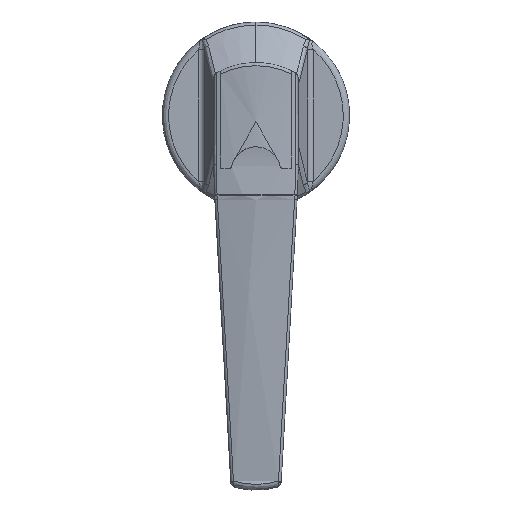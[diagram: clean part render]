
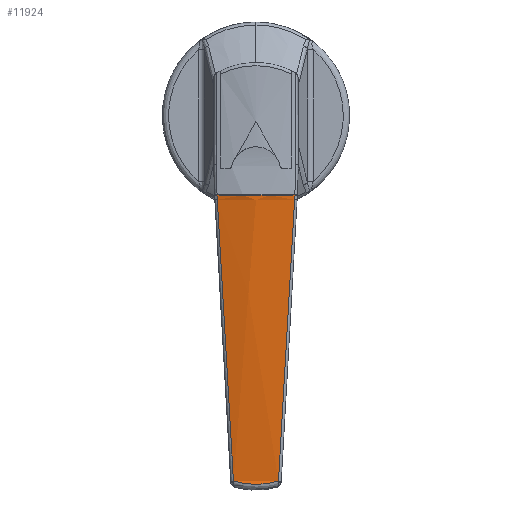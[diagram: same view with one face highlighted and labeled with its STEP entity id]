
A CAD part, front view. The second image highlights one B-rep face of the part: STEP entity #11924.
In plain terms, the highlighted free-form (B-spline) face has degree [1, 2] with [2, 3] control points.
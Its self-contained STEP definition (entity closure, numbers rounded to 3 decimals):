
#6891=CARTESIAN_POINT('',(-39.91,7.214,-117.085));
#6892=VERTEX_POINT('',#6891);
#6893=CARTESIAN_POINT('',(-39.91,-7.214,-117.085));
#6894=VERTEX_POINT('',#6893);
#6895=CARTESIAN_POINT('',(-39.91,7.214,-117.085));
#6896=CARTESIAN_POINT('',(-39.966,6.627,-117.265));
#6897=CARTESIAN_POINT('',(-40.015,6.037,-117.423));
#6898=CARTESIAN_POINT('',(-40.101,4.85,-117.693));
#6899=CARTESIAN_POINT('',(-40.173,3.655,-117.918));
#6900=CARTESIAN_POINT('',(-40.218,2.445,-118.054));
#6901=CARTESIAN_POINT('',(-40.247,1.228,-118.145));
#6902=CARTESIAN_POINT('',(-40.255,0.616,-118.169));
#6903=CARTESIAN_POINT('',(-40.255,-0.616,-118.169));
#6904=CARTESIAN_POINT('',(-40.247,-1.228,-118.145));
#6905=CARTESIAN_POINT('',(-40.218,-2.445,-118.054));
#6906=CARTESIAN_POINT('',(-40.173,-3.655,-117.918));
#6907=CARTESIAN_POINT('',(-40.101,-4.85,-117.693));
#6908=CARTESIAN_POINT('',(-40.015,-6.037,-117.423));
#6909=CARTESIAN_POINT('',(-39.966,-6.627,-117.265));
#6910=CARTESIAN_POINT('',(-39.91,-7.214,-117.085));
#6911=B_SPLINE_CURVE_WITH_KNOTS('',3,(#6895,#6896,#6897,#6898,#6899,#6900,#6901,#6902,#6903,#6904,#6905,#6906,#6907,#6908,#6909,#6910),.UNSPECIFIED.,.F.,.U.,(4,2,1,2,2,2,1,2,4),(0.0,0.125,0.25,0.375,0.5,0.625,0.75,0.875,1.0),.UNSPECIFIED.);
#6912=EDGE_CURVE('',#6892,#6894,#6911,.T.);
#7845=CARTESIAN_POINT('',(-46.786,-12.473,-25.431));
#7846=VERTEX_POINT('',#7845);
#7877=CARTESIAN_POINT('',(-46.786,12.473,-25.431));
#7878=VERTEX_POINT('',#7877);
#7892=CARTESIAN_POINT('',(-46.786,-12.473,-25.431));
#7893=CARTESIAN_POINT('',(-49.436,0.,-25.545));
#7894=CARTESIAN_POINT('',(-46.786,12.473,-25.431));
#7902=(BOUNDED_CURVE()B_SPLINE_CURVE(2,(#7892,#7893,#7894),.UNSPECIFIED.,.F.,.U.)CURVE()GEOMETRIC_REPRESENTATION_ITEM()QUASI_UNIFORM_CURVE()RATIONAL_B_SPLINE_CURVE((1.0,0.978,1.0))REPRESENTATION_ITEM(''));
#7903=EDGE_CURVE('',#7846,#7878,#7902,.T.);
#8125=CARTESIAN_POINT('',(-46.671,12.39,-26.992));
#8126=VERTEX_POINT('',#8125);
#8140=CARTESIAN_POINT('',(-46.786,12.473,-25.431));
#8141=CARTESIAN_POINT('',(-46.747,12.447,-25.952));
#8142=CARTESIAN_POINT('',(-46.709,12.42,-26.472));
#8143=CARTESIAN_POINT('',(-46.671,12.39,-26.992));
#8144=QUASI_UNIFORM_CURVE('',3,(#8140,#8141,#8142,#8143),.UNSPECIFIED.,.F.,.U.);
#8145=EDGE_CURVE('',#7878,#8126,#8144,.T.);
#8178=CARTESIAN_POINT('',(-46.671,-12.39,-26.992));
#8179=VERTEX_POINT('',#8178);
#8203=CARTESIAN_POINT('',(-46.671,-12.39,-26.992));
#8204=CARTESIAN_POINT('',(-46.709,-12.42,-26.472));
#8205=CARTESIAN_POINT('',(-46.747,-12.447,-25.952));
#8206=CARTESIAN_POINT('',(-46.786,-12.473,-25.431));
#8207=QUASI_UNIFORM_CURVE('',3,(#8203,#8204,#8205,#8206),.UNSPECIFIED.,.F.,.U.);
#8208=EDGE_CURVE('',#8179,#7846,#8207,.T.);
#8410=CARTESIAN_POINT('',(-46.671,12.39,-26.992));
#8411=CARTESIAN_POINT('',(-43.432,9.821,-71.712));
#8412=CARTESIAN_POINT('',(-39.91,7.214,-117.085));
#8420=(BOUNDED_CURVE()B_SPLINE_CURVE(2,(#8410,#8411,#8412),.UNSPECIFIED.,.F.,.U.)CURVE()GEOMETRIC_REPRESENTATION_ITEM()QUASI_UNIFORM_CURVE()RATIONAL_B_SPLINE_CURVE((1.0,0.999,1.0))REPRESENTATION_ITEM(''));
#8421=EDGE_CURVE('',#8126,#6892,#8420,.T.);
#8475=CARTESIAN_POINT('',(-39.91,-7.214,-117.085));
#8476=CARTESIAN_POINT('',(-43.432,-9.821,-71.712));
#8477=CARTESIAN_POINT('',(-46.671,-12.39,-26.992));
#8485=(BOUNDED_CURVE()B_SPLINE_CURVE(2,(#8475,#8476,#8477),.UNSPECIFIED.,.F.,.U.)CURVE()GEOMETRIC_REPRESENTATION_ITEM()QUASI_UNIFORM_CURVE()RATIONAL_B_SPLINE_CURVE((1.0,0.999,1.0))REPRESENTATION_ITEM(''));
#8486=EDGE_CURVE('',#6894,#8179,#8485,.T.);
#11902=CARTESIAN_POINT('',(-46.716,13.688,-23.037));
#11903=CARTESIAN_POINT('',(-38.478,13.688,-120.41));
#11904=CARTESIAN_POINT('',(-49.912,0.,-23.308));
#11905=CARTESIAN_POINT('',(-41.673,0.,-120.681));
#11906=CARTESIAN_POINT('',(-46.716,-13.688,-23.037));
#11907=CARTESIAN_POINT('',(-38.477,-13.688,-120.41));
#11915=(BOUNDED_SURFACE()B_SPLINE_SURFACE(1,2,((#11902,#11904,#11906),(#11903,#11905,#11907)),.UNSPECIFIED.,.F.,.F.,.U.)B_SPLINE_SURFACE_WITH_KNOTS((2,2),(3,3),(0.0,97.721),(0.0,27.741),.UNSPECIFIED.)GEOMETRIC_REPRESENTATION_ITEM()RATIONAL_B_SPLINE_SURFACE(((0.997,0.971,0.997),(0.997,0.971,0.997)))REPRESENTATION_ITEM('')SURFACE());
#11916=ORIENTED_EDGE('',*,*,#8421,.T.);
#11917=ORIENTED_EDGE('',*,*,#6912,.T.);
#11918=ORIENTED_EDGE('',*,*,#8486,.T.);
#11919=ORIENTED_EDGE('',*,*,#8208,.T.);
#11920=ORIENTED_EDGE('',*,*,#7903,.T.);
#11921=ORIENTED_EDGE('',*,*,#8145,.T.);
#11922=EDGE_LOOP('',(#11916,#11917,#11918,#11919,#11920,#11921));
#11923=FACE_OUTER_BOUND('',#11922,.T.);
#11924=ADVANCED_FACE('',(#11923),#11915,.T.);
